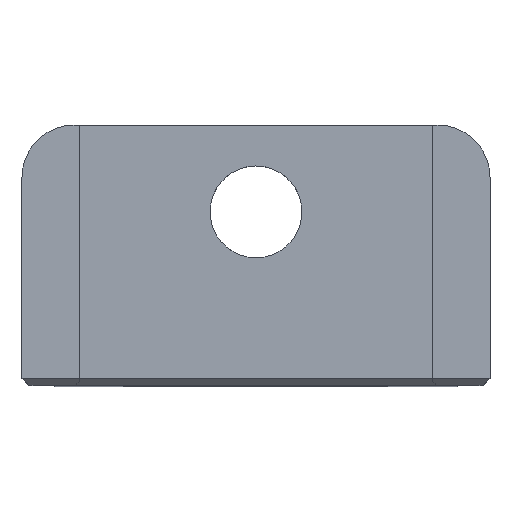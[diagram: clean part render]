
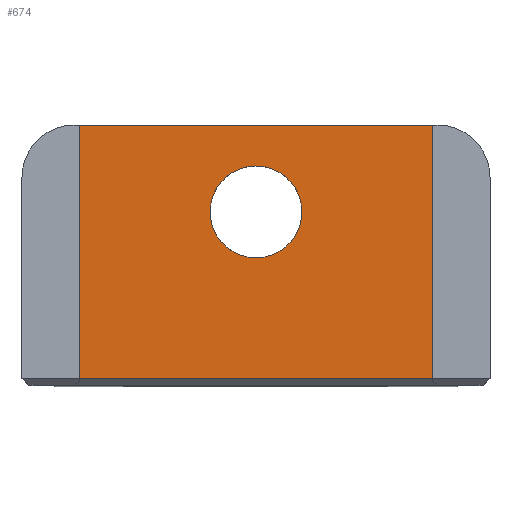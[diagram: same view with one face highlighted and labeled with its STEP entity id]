
A CAD part, top view. The second image highlights one B-rep face of the part: STEP entity #674.
In plain terms, the highlighted planar face has unit normal (0, 0, 1).
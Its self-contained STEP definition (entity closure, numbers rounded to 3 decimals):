
#28=FACE_BOUND('',#113,.T.);
#42=PLANE('',#750);
#72=FACE_OUTER_BOUND('',#112,.T.);
#112=EDGE_LOOP('',(#569,#570,#571,#572));
#113=EDGE_LOOP('',(#573));
#154=CIRCLE('',#751,2.65);
#197=LINE('',#1116,#267);
#208=LINE('',#1142,#278);
#211=LINE('',#1147,#281);
#212=LINE('',#1148,#282);
#267=VECTOR('',#888,1000.);
#278=VECTOR('',#913,1000.);
#281=VECTOR('',#918,1000.);
#282=VECTOR('',#919,1000.);
#343=VERTEX_POINT('',#1113);
#344=VERTEX_POINT('',#1115);
#351=VERTEX_POINT('',#1139);
#352=VERTEX_POINT('',#1141);
#354=VERTEX_POINT('',#1149);
#420=EDGE_CURVE('',#344,#343,#197,.T.);
#433=EDGE_CURVE('',#351,#352,#208,.T.);
#436=EDGE_CURVE('',#351,#344,#211,.T.);
#437=EDGE_CURVE('',#352,#343,#212,.T.);
#438=EDGE_CURVE('',#354,#354,#154,.T.);
#569=ORIENTED_EDGE('',*,*,#436,.T.);
#570=ORIENTED_EDGE('',*,*,#420,.T.);
#571=ORIENTED_EDGE('',*,*,#437,.F.);
#572=ORIENTED_EDGE('',*,*,#433,.F.);
#573=ORIENTED_EDGE('',*,*,#438,.T.);
#674=ADVANCED_FACE('',(#72,#28),#42,.F.);
#750=AXIS2_PLACEMENT_3D('',#1146,#916,#917);
#751=AXIS2_PLACEMENT_3D('',#1150,#920,#921);
#888=DIRECTION('',(1.,0.,0.));
#913=DIRECTION('',(1.,0.,0.));
#916=DIRECTION('center_axis',(0.,0.,
-1.));
#917=DIRECTION('ref_axis',(-1.,0.,0.));
#918=DIRECTION('',(0.,-1.,0.));
#919=DIRECTION('',(0.,-1.,0.));
#920=DIRECTION('center_axis',(0.,0.,
-1.));
#921=DIRECTION('ref_axis',(-1.,0.,0.));
#1113=CARTESIAN_POINT('',(10.2,0.4,-10.));
#1115=CARTESIAN_POINT('',(-10.2,0.4,-10.));
#1116=CARTESIAN_POINT('',(10.,0.4,-10.));
#1139=CARTESIAN_POINT('',(-10.2,15.,-10.));
#1141=CARTESIAN_POINT('',(10.2,15.,-10.));
#1142=CARTESIAN_POINT('',(-10.,15.,-10.));
#1146=CARTESIAN_POINT('Origin',(-10.,5.,-10.));
#1147=CARTESIAN_POINT('',(-10.2,5.,-10.));
#1148=CARTESIAN_POINT('',(10.2,5.,-10.));
#1149=CARTESIAN_POINT('',(2.65,10.,-10.));
#1150=CARTESIAN_POINT('Origin',(0.,10.,-10.));
